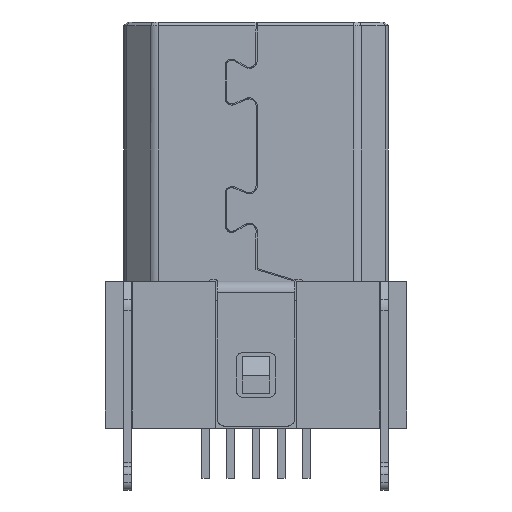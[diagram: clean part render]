
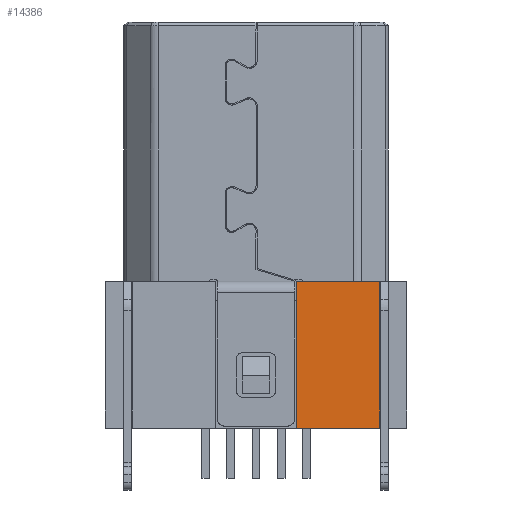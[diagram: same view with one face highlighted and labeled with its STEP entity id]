
A CAD part, front view. The second image highlights one B-rep face of the part: STEP entity #14386.
In plain terms, the highlighted free-form (B-spline) face has degree [1, 1] with [2, 2] control points.
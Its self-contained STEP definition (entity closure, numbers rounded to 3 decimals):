
#525 = B_SPLINE_CURVE_WITH_KNOTS ( 'NONE', 1,
 ( #6208, #13858 ),
 .UNSPECIFIED., .F., .F.,
 ( 2, 2 ),
 ( 0., 1. ),
 .UNSPECIFIED. ) ;
#920 = ORIENTED_EDGE ( 'NONE', *, *, #11423, .T. ) ;
#1986 = CARTESIAN_POINT ( 'NONE',  ( 3.2, -1.5, -3.8 ) ) ;
#2373 = CARTESIAN_POINT ( 'NONE',  ( 3.328, -1.5, 0.076 ) ) ;
#3411 = EDGE_CURVE ( 'NONE', #9532, #8802, #525, .T. ) ;
#4224 = CARTESIAN_POINT ( 'NONE',  ( 3.2, -1.5, -3.8 ) ) ;
#5087 = CARTESIAN_POINT ( 'NONE',  ( 1.05, -1.5, -3.8 ) ) ;
#5491 = B_SPLINE_CURVE_WITH_KNOTS ( 'NONE', 1,
 ( #5910, #1986 ),
 .UNSPECIFIED., .F., .F.,
 ( 2, 2 ),
 ( 0., 1. ),
 .UNSPECIFIED. ) ;
#5910 = CARTESIAN_POINT ( 'NONE',  ( 1.05, -1.5, -3.8 ) ) ;
#6208 = CARTESIAN_POINT ( 'NONE',  ( 1.05, -1.5, 0. ) ) ;
#6653 = VERTEX_POINT ( 'NONE', #14239 ) ;
#6933 = CARTESIAN_POINT ( 'NONE',  ( 3.2, -1.5, 0. ) ) ;
#7669 = CARTESIAN_POINT ( 'NONE',  ( -3.328, -1.5, -3.876 ) ) ;
#8221 = ORIENTED_EDGE ( 'NONE', *, *, #15947, .T. ) ;
#8487 = EDGE_LOOP ( 'NONE', ( #8221, #14113, #920, #8976 ) ) ;
#8802 = VERTEX_POINT ( 'NONE', #14621 ) ;
#8820 = CARTESIAN_POINT ( 'NONE',  ( 3.328, -1.5, -3.876 ) ) ;
#8976 = ORIENTED_EDGE ( 'NONE', *, *, #3411, .F. ) ;
#9532 = VERTEX_POINT ( 'NONE', #16388 ) ;
#9714 = VERTEX_POINT ( 'NONE', #4224 ) ;
#9817 = EDGE_CURVE ( 'NONE', #6653, #9714, #5491, .T. ) ;
#10159 = CARTESIAN_POINT ( 'NONE',  ( 1.05, -1.5, 0. ) ) ;
#11379 = B_SPLINE_CURVE_WITH_KNOTS ( 'NONE', 1,
 ( #15962, #6933 ),
 .UNSPECIFIED., .F., .F.,
 ( 2, 2 ),
 ( 0., 1. ),
 .UNSPECIFIED. ) ;
#11423 = EDGE_CURVE ( 'NONE', #9714, #8802, #11379, .T. ) ;
#13025 = FACE_OUTER_BOUND ( 'NONE', #8487, .T. ) ;
#13489 = B_SPLINE_CURVE_WITH_KNOTS ( 'NONE', 1,
 ( #10159, #5087 ),
 .UNSPECIFIED., .F., .F.,
 ( 2, 2 ),
 ( 0., 1. ),
 .UNSPECIFIED. ) ;
#13858 = CARTESIAN_POINT ( 'NONE',  ( 3.2, -1.5, 0. ) ) ;
#14113 = ORIENTED_EDGE ( 'NONE', *, *, #9817, .T. ) ;
#14239 = CARTESIAN_POINT ( 'NONE',  ( 1.05, -1.5, -3.8 ) ) ;
#14386 = ADVANCED_FACE ( 'NONE', ( #13025 ), #14413, .T. ) ;
#14413 = B_SPLINE_SURFACE_WITH_KNOTS ( 'NONE', 1, 1, ( 
 ( #7669, #15324 ),
 ( #8820, #2373 ) ),
 .UNSPECIFIED., .F., .F., .F.,
 ( 2, 2 ),
 ( 2, 2 ),
 ( 0.572, 7.228 ),
 ( -3.876, 0.076 ),
 .UNSPECIFIED. ) ;
#14621 = CARTESIAN_POINT ( 'NONE',  ( 3.2, -1.5, 0. ) ) ;
#15324 = CARTESIAN_POINT ( 'NONE',  ( -3.328, -1.5, 0.076 ) ) ;
#15947 = EDGE_CURVE ( 'NONE', #9532, #6653, #13489, .T. ) ;
#15962 = CARTESIAN_POINT ( 'NONE',  ( 3.2, -1.5, -3.8 ) ) ;
#16388 = CARTESIAN_POINT ( 'NONE',  ( 1.05, -1.5, 0. ) ) ;
